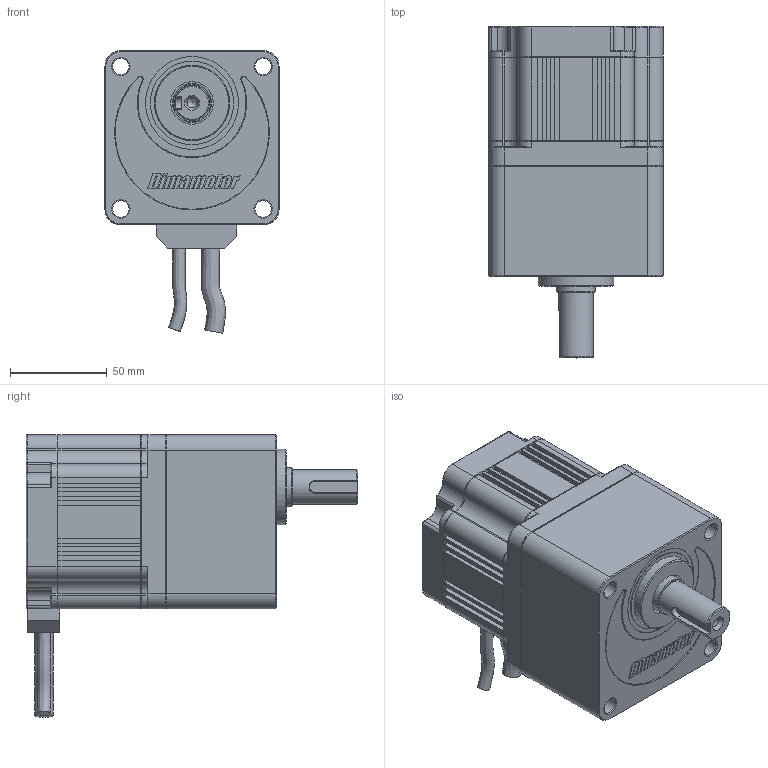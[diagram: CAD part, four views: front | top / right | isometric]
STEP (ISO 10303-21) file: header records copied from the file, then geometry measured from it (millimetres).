
FILE_DESCRIPTION( ( '' ), '1' );
FILE_NAME( 'GL9高比+MP200-X.stp', '2022-08-08T07:10:08', ( 'Dimamotor' ), ( 'Dimamotor' ), 'PSStep 17.0.49', ' ', ' ' );
FILE_SCHEMA( ( 'AUTOMOTIVE_DESIGN { 1 0 10303 214 1 1 1 1 }' ) );
Length unit declared in the file: millimetre
Products named in the file (5): Assem1; BL90-Motor上蓋+心軸; BL90-Motor下蓋+固定座; BL90-Motor-桶身200W; GL9_高比減速機
Assembly tree (4 placements, depth 2):
  Assem1
    BL90-Motor上蓋+心軸
    BL90-Motor下蓋+固定座
    BL90-Motor-桶身200W
    GL9_高比減速機
Bounding box: 90 x 171.5 x 146.02 mm (x, y, z)
Volume: 988837.7 mm3; surface area: 131308.5 mm2
Topology: 4 solids, 4 shells, 518 faces, 1308 edges, 828 vertices
Faces by surface type: plane 280, cylinder 125, torus 49, cone 39, extrusion 22, bspline 3
Full cylindrical faces by diameter (mm): 4.5 x8, 5.188 x1, 6 x2, 8.5 x8, 10 x1, 12 x1, 16 x1, 18 x1, 20 x2, 22 x1, 39 x1, 43 x1, 48 x1, 83 x1, 83.5 x1, 87 x1
Entity records: 20953 total; most frequent: CARTESIAN_POINT 4436, DIRECTION 2524, ORIENTED_EDGE 2466, EDGE_CURVE 1233, VECTOR 842, AXIS2_PLACEMENT_3D 841, LINE 820, VERTEX_POINT 810
